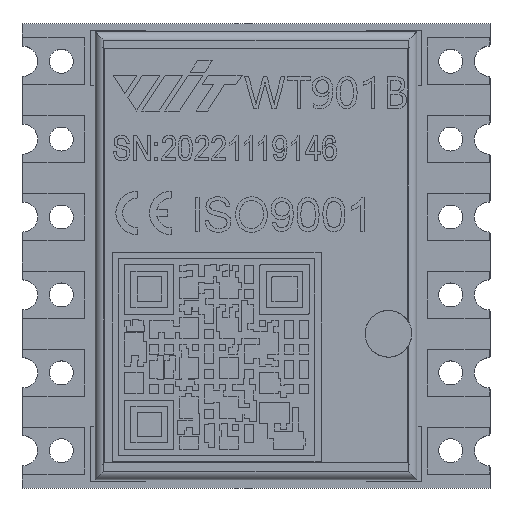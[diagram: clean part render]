
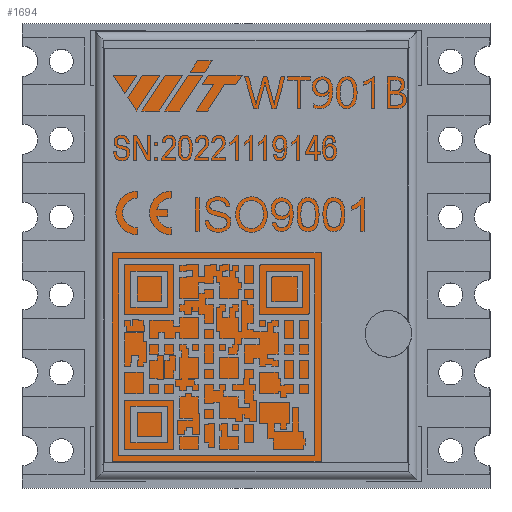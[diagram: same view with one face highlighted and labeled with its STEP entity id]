
A CAD part, top view. The second image highlights one B-rep face of the part: STEP entity #1694.
In plain terms, the highlighted planar face has unit normal (0, 0, 1).
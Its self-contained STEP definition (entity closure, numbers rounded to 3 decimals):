
#1576 = VERTEX_POINT('',#1577);
#1577 = CARTESIAN_POINT('',(-4.95,6.75,2.64));
#1584 = EDGE_CURVE('',#1576,#1585,#1587,.T.);
#1585 = VERTEX_POINT('',#1586);
#1586 = CARTESIAN_POINT('',(4.95,6.75,2.64));
#1587 = LINE('',#1588,#1589);
#1588 = CARTESIAN_POINT('',(-5.2,6.75,2.64));
#1589 = VECTOR('',#1590,1.);
#1590 = DIRECTION('',(1.,0.,0.));
#1674 = VERTEX_POINT('',#1675);
#1675 = CARTESIAN_POINT('',(-4.95,-6.75,2.64));
#1682 = EDGE_CURVE('',#1674,#1576,#1683,.T.);
#1683 = LINE('',#1684,#1685);
#1684 = CARTESIAN_POINT('',(-4.95,-7.,2.64));
#1685 = VECTOR('',#1686,1.);
#1686 = DIRECTION('',(0.,1.,0.));
#1694 = ADVANCED_FACE('',(#1695),#1730,.T.);
#1695 = FACE_BOUND('',#1696,.T.);
#1696 = EDGE_LOOP('',(#1697,#1698,#1699,#1707,#1715,#1724));
#1697 = ORIENTED_EDGE('',*,*,#1584,.F.);
#1698 = ORIENTED_EDGE('',*,*,#1682,.F.);
#1699 = ORIENTED_EDGE('',*,*,#1700,.F.);
#1700 = EDGE_CURVE('',#1701,#1674,#1703,.T.);
#1701 = VERTEX_POINT('',#1702);
#1702 = CARTESIAN_POINT('',(4.95,-6.75,2.64));
#1703 = LINE('',#1704,#1705);
#1704 = CARTESIAN_POINT('',(5.2,-6.75,2.64));
#1705 = VECTOR('',#1706,1.);
#1706 = DIRECTION('',(-1.,0.,0.));
#1707 = ORIENTED_EDGE('',*,*,#1708,.F.);
#1708 = EDGE_CURVE('',#1709,#1701,#1711,.T.);
#1709 = VERTEX_POINT('',#1710);
#1710 = CARTESIAN_POINT('',(4.95,-2.966,2.64));
#1711 = LINE('',#1712,#1713);
#1712 = CARTESIAN_POINT('',(4.95,7.,2.64));
#1713 = VECTOR('',#1714,1.);
#1714 = DIRECTION('',(0.,-1.,0.));
#1715 = ORIENTED_EDGE('',*,*,#1716,.F.);
#1716 = EDGE_CURVE('',#1717,#1709,#1719,.T.);
#1717 = VERTEX_POINT('',#1718);
#1718 = CARTESIAN_POINT('',(4.95,-2.114,2.64));
#1719 = CIRCLE('',#1720,0.762);
#1720 = AXIS2_PLACEMENT_3D('',#1721,#1722,#1723);
#1721 = CARTESIAN_POINT('',(4.318,-2.54,2.64));
#1722 = DIRECTION('',(0.,0.,1.));
#1723 = DIRECTION('',(1.,0.,-0.));
#1724 = ORIENTED_EDGE('',*,*,#1725,.F.);
#1725 = EDGE_CURVE('',#1585,#1717,#1726,.T.);
#1726 = LINE('',#1727,#1728);
#1727 = CARTESIAN_POINT('',(4.95,7.,2.64));
#1728 = VECTOR('',#1729,1.);
#1729 = DIRECTION('',(0.,-1.,0.));
#1730 = PLANE('',#1731);
#1731 = AXIS2_PLACEMENT_3D('',#1732,#1733,#1734);
#1732 = CARTESIAN_POINT('',(0.,0.,2.64));
#1733 = DIRECTION('',(0.,0.,1.));
#1734 = DIRECTION('',(0.,1.,0.));
